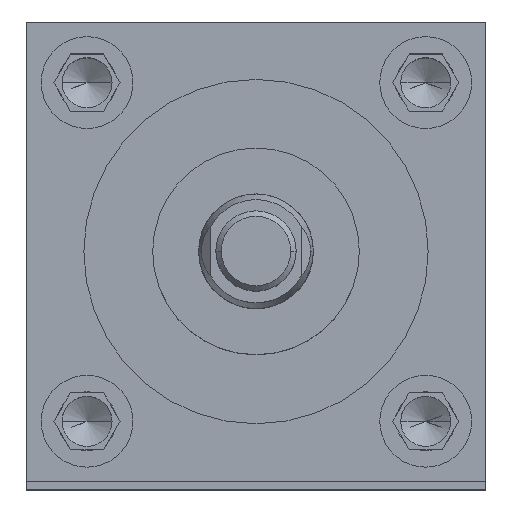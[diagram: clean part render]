
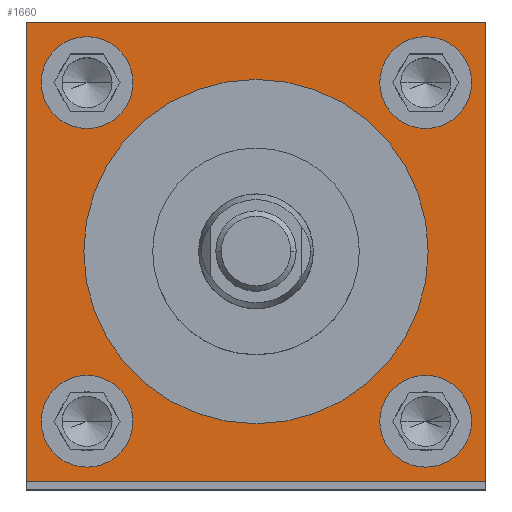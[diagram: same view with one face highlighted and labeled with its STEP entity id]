
A CAD part, top view. The second image highlights one B-rep face of the part: STEP entity #1660.
In plain terms, the highlighted planar face has unit normal (0, 0, 1).
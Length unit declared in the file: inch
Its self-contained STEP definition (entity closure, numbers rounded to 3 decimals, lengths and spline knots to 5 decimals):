
#83 = CARTESIAN_POINT ( 'NONE',  ( 1.25, 1.25, 27.625 ) ) ;
#151 = EDGE_LOOP ( 'NONE', ( #959, #4225 ) ) ;
#267 = AXIS2_PLACEMENT_3D ( 'NONE', #4082, #1328, #4115 ) ;
#296 = FACE_BOUND ( 'NONE', #6680, .T. ) ;
#397 = AXIS2_PLACEMENT_3D ( 'NONE', #3667, #5831, #945 ) ;
#445 = CARTESIAN_POINT ( 'NONE',  ( 0.924, -0.924, 27.625 ) ) ;
#539 = VERTEX_POINT ( 'NONE', #4512 ) ;
#543 = CARTESIAN_POINT ( 'NONE',  ( 1.25, -1.25, 27.625 ) ) ;
#648 = DIRECTION ( 'NONE',  ( -1., 0., 0. ) ) ;
#785 = AXIS2_PLACEMENT_3D ( 'NONE', #5505, #4401, #6508 ) ;
#828 = CIRCLE ( 'NONE', #397, 0.9375 ) ;
#868 = EDGE_LOOP ( 'NONE', ( #4110, #3594, #2993, #1155 ) ) ;
#929 = CIRCLE ( 'NONE', #267, 0.25 ) ;
#931 = VECTOR ( 'NONE', #1445, 39.37008 ) ;
#945 = DIRECTION ( 'NONE',  ( 1., 0., 0. ) ) ;
#959 = ORIENTED_EDGE ( 'NONE', *, *, #5217, .F. ) ;
#966 = EDGE_LOOP ( 'NONE', ( #1233, #3236 ) ) ;
#1011 = ORIENTED_EDGE ( 'NONE', *, *, #1991, .F. ) ;
#1058 = CARTESIAN_POINT ( 'NONE',  ( -0.9375, 0., 27.625 ) ) ;
#1150 = VERTEX_POINT ( 'NONE', #3329 ) ;
#1155 = ORIENTED_EDGE ( 'NONE', *, *, #2813, .T. ) ;
#1230 = EDGE_CURVE ( 'NONE', #3054, #2802, #929, .T. ) ;
#1233 = ORIENTED_EDGE ( 'NONE', *, *, #4096, .F. ) ;
#1315 = CARTESIAN_POINT ( 'NONE',  ( 0.924, 0.92, 27.625 ) ) ;
#1328 = DIRECTION ( 'NONE',  ( 0., 0., 1. ) ) ;
#1397 = EDGE_CURVE ( 'NONE', #2444, #1150, #1728, .T. ) ;
#1409 = VECTOR ( 'NONE', #2708, 39.37008 ) ;
#1445 = DIRECTION ( 'NONE',  ( 0., -1., 0. ) ) ;
#1465 = EDGE_CURVE ( 'NONE', #5359, #4061, #1956, .T. ) ;
#1569 = DIRECTION ( 'NONE',  ( 1., 0., 0. ) ) ;
#1659 = VERTEX_POINT ( 'NONE', #3001 ) ;
#1660 = ADVANCED_FACE ( 'NONE', ( #5179, #6762, #296, #5575, #2430, #2457 ), #2901, .F. ) ;
#1728 = CIRCLE ( 'NONE', #5716, 0.25 ) ;
#1799 = VERTEX_POINT ( 'NONE', #6264 ) ;
#1815 = DIRECTION ( 'NONE',  ( 1., 0., 0. ) ) ;
#1852 = AXIS2_PLACEMENT_3D ( 'NONE', #3470, #2864, #5647 ) ;
#1916 = CARTESIAN_POINT ( 'NONE',  ( -1.25, 1.25, 27.625 ) ) ;
#1950 = EDGE_CURVE ( 'NONE', #5026, #5434, #5945, .T. ) ;
#1956 = CIRCLE ( 'NONE', #5622, 0.25 ) ;
#1991 = EDGE_CURVE ( 'NONE', #539, #1659, #2543, .T. ) ;
#2055 = CARTESIAN_POINT ( 'NONE',  ( -1.25, -1.25, 27.625 ) ) ;
#2108 = DIRECTION ( 'NONE',  ( 0., 0., 1. ) ) ;
#2136 = CIRCLE ( 'NONE', #4559, 0.25 ) ;
#2250 = CARTESIAN_POINT ( 'NONE',  ( -0.67, -0.924, 27.625 ) ) ;
#2334 = CIRCLE ( 'NONE', #2906, 0.25 ) ;
#2430 = FACE_BOUND ( 'NONE', #151, .T. ) ;
#2432 = EDGE_CURVE ( 'NONE', #1150, #2444, #2334, .T. ) ;
#2444 = VERTEX_POINT ( 'NONE', #6349 ) ;
#2457 = FACE_OUTER_BOUND ( 'NONE', #868, .T. ) ;
#2503 = CARTESIAN_POINT ( 'NONE',  ( 1.25, -1.25, 27.625 ) ) ;
#2537 = EDGE_CURVE ( 'NONE', #3520, #5026, #5415, .T. ) ;
#2543 = CIRCLE ( 'NONE', #3690, 0.25 ) ;
#2577 = EDGE_CURVE ( 'NONE', #3694, #1799, #828, .T. ) ;
#2607 = DIRECTION ( 'NONE',  ( 0., 0., 1. ) ) ;
#2670 = CARTESIAN_POINT ( 'NONE',  ( -1.17, 0.92, 27.625 ) ) ;
#2708 = DIRECTION ( 'NONE',  ( 0., 1., 0. ) ) ;
#2716 = CARTESIAN_POINT ( 'NONE',  ( 0., 0., 27.625 ) ) ;
#2755 = CARTESIAN_POINT ( 'NONE',  ( -0.92, -0.924, 27.625 ) ) ;
#2782 = VECTOR ( 'NONE', #6920, 39.37008 ) ;
#2802 = VERTEX_POINT ( 'NONE', #6483 ) ;
#2813 = EDGE_CURVE ( 'NONE', #5434, #2931, #2899, .T. ) ;
#2826 = DIRECTION ( 'NONE',  ( 0., 0., 1. ) ) ;
#2835 = CARTESIAN_POINT ( 'NONE',  ( -0.92, 0.92, 27.625 ) ) ;
#2864 = DIRECTION ( 'NONE',  ( 0., 0., -1. ) ) ;
#2899 = LINE ( 'NONE', #5532, #6653 ) ;
#2901 = PLANE ( 'NONE',  #1852 ) ;
#2906 = AXIS2_PLACEMENT_3D ( 'NONE', #3446, #3980, #4202 ) ;
#2931 = VERTEX_POINT ( 'NONE', #1916 ) ;
#2993 = ORIENTED_EDGE ( 'NONE', *, *, #1950, .T. ) ;
#3001 = CARTESIAN_POINT ( 'NONE',  ( 1.174, 0.92, 27.625 ) ) ;
#3054 = VERTEX_POINT ( 'NONE', #2670 ) ;
#3080 = DIRECTION ( 'NONE',  ( 1., 0., 0. ) ) ;
#3236 = ORIENTED_EDGE ( 'NONE', *, *, #1230, .F. ) ;
#3327 = CIRCLE ( 'NONE', #3674, 0.25 ) ;
#3329 = CARTESIAN_POINT ( 'NONE',  ( 0.674, -0.924, 27.625 ) ) ;
#3446 = CARTESIAN_POINT ( 'NONE',  ( 0.924, -0.924, 27.625 ) ) ;
#3470 = CARTESIAN_POINT ( 'NONE',  ( -1.25, 1.25, 27.625 ) ) ;
#3487 = EDGE_CURVE ( 'NONE', #2931, #3520, #6851, .T. ) ;
#3520 = VERTEX_POINT ( 'NONE', #2055 ) ;
#3594 = ORIENTED_EDGE ( 'NONE', *, *, #2537, .T. ) ;
#3667 = CARTESIAN_POINT ( 'NONE',  ( 0., 0., 27.625 ) ) ;
#3674 = AXIS2_PLACEMENT_3D ( 'NONE', #2835, #6034, #4909 ) ;
#3690 = AXIS2_PLACEMENT_3D ( 'NONE', #1315, #6651, #1815 ) ;
#3692 = DIRECTION ( 'NONE',  ( 1., 0., 0. ) ) ;
#3694 = VERTEX_POINT ( 'NONE', #1058 ) ;
#3980 = DIRECTION ( 'NONE',  ( 0., 0., 1. ) ) ;
#3981 = EDGE_CURVE ( 'NONE', #4061, #5359, #2136, .T. ) ;
#4061 = VERTEX_POINT ( 'NONE', #5297 ) ;
#4082 = CARTESIAN_POINT ( 'NONE',  ( -0.92, 0.92, 27.625 ) ) ;
#4096 = EDGE_CURVE ( 'NONE', #2802, #3054, #3327, .T. ) ;
#4110 = ORIENTED_EDGE ( 'NONE', *, *, #3487, .T. ) ;
#4115 = DIRECTION ( 'NONE',  ( 1., 0., 0. ) ) ;
#4189 = DIRECTION ( 'NONE',  ( 0., 0., 1. ) ) ;
#4202 = DIRECTION ( 'NONE',  ( 1., 0., 0. ) ) ;
#4225 = ORIENTED_EDGE ( 'NONE', *, *, #2577, .F. ) ;
#4305 = EDGE_LOOP ( 'NONE', ( #5203, #1011 ) ) ;
#4401 = DIRECTION ( 'NONE',  ( 0., 0., 1. ) ) ;
#4440 = CIRCLE ( 'NONE', #785, 0.25 ) ;
#4512 = CARTESIAN_POINT ( 'NONE',  ( 0.674, 0.92, 27.625 ) ) ;
#4549 = AXIS2_PLACEMENT_3D ( 'NONE', #2716, #2108, #1569 ) ;
#4559 = AXIS2_PLACEMENT_3D ( 'NONE', #5819, #4189, #3692 ) ;
#4626 = ORIENTED_EDGE ( 'NONE', *, *, #1397, .F. ) ;
#4776 = CARTESIAN_POINT ( 'NONE',  ( -1.25, -1.25, 27.625 ) ) ;
#4790 = ORIENTED_EDGE ( 'NONE', *, *, #2432, .F. ) ;
#4909 = DIRECTION ( 'NONE',  ( 1., 0., 0. ) ) ;
#4914 = ORIENTED_EDGE ( 'NONE', *, *, #3981, .F. ) ;
#4946 = ORIENTED_EDGE ( 'NONE', *, *, #1465, .F. ) ;
#5026 = VERTEX_POINT ( 'NONE', #2503 ) ;
#5109 = CIRCLE ( 'NONE', #4549, 0.9375 ) ;
#5179 = FACE_BOUND ( 'NONE', #5861, .T. ) ;
#5203 = ORIENTED_EDGE ( 'NONE', *, *, #6490, .F. ) ;
#5217 = EDGE_CURVE ( 'NONE', #1799, #3694, #5109, .T. ) ;
#5297 = CARTESIAN_POINT ( 'NONE',  ( -1.17, -0.924, 27.625 ) ) ;
#5359 = VERTEX_POINT ( 'NONE', #2250 ) ;
#5415 = LINE ( 'NONE', #4776, #2782 ) ;
#5432 = DIRECTION ( 'NONE',  ( 1., 0., 0. ) ) ;
#5434 = VERTEX_POINT ( 'NONE', #83 ) ;
#5505 = CARTESIAN_POINT ( 'NONE',  ( 0.924, 0.92, 27.625 ) ) ;
#5532 = CARTESIAN_POINT ( 'NONE',  ( -1.25, 1.25, 27.625 ) ) ;
#5575 = FACE_BOUND ( 'NONE', #966, .T. ) ;
#5622 = AXIS2_PLACEMENT_3D ( 'NONE', #2755, #2826, #5432 ) ;
#5647 = DIRECTION ( 'NONE',  ( -1., 0., 0. ) ) ;
#5716 = AXIS2_PLACEMENT_3D ( 'NONE', #445, #2607, #3080 ) ;
#5819 = CARTESIAN_POINT ( 'NONE',  ( -0.92, -0.924, 27.625 ) ) ;
#5831 = DIRECTION ( 'NONE',  ( 0., 0., 1. ) ) ;
#5861 = EDGE_LOOP ( 'NONE', ( #4626, #4790 ) ) ;
#5945 = LINE ( 'NONE', #543, #1409 ) ;
#6034 = DIRECTION ( 'NONE',  ( 0., 0., 1. ) ) ;
#6264 = CARTESIAN_POINT ( 'NONE',  ( 0.9375, 0., 27.625 ) ) ;
#6315 = CARTESIAN_POINT ( 'NONE',  ( -1.25, -1.25, 27.625 ) ) ;
#6349 = CARTESIAN_POINT ( 'NONE',  ( 1.174, -0.924, 27.625 ) ) ;
#6483 = CARTESIAN_POINT ( 'NONE',  ( -0.67, 0.92, 27.625 ) ) ;
#6490 = EDGE_CURVE ( 'NONE', #1659, #539, #4440, .T. ) ;
#6508 = DIRECTION ( 'NONE',  ( 1., 0., 0. ) ) ;
#6651 = DIRECTION ( 'NONE',  ( 0., 0., 1. ) ) ;
#6653 = VECTOR ( 'NONE', #648, 39.37008 ) ;
#6680 = EDGE_LOOP ( 'NONE', ( #4946, #4914 ) ) ;
#6762 = FACE_BOUND ( 'NONE', #4305, .T. ) ;
#6851 = LINE ( 'NONE', #6315, #931 ) ;
#6920 = DIRECTION ( 'NONE',  ( 1., 0., 0. ) ) ;
